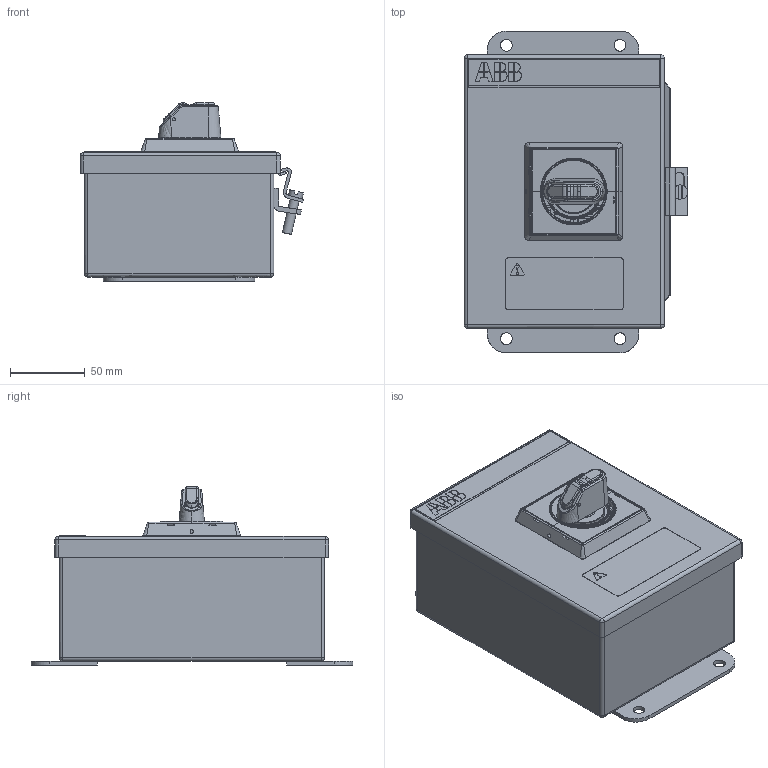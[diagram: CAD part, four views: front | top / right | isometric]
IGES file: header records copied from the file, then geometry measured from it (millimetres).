
Global section: file name: eotkm7534-selector.igs; preprocessor: I-DEAS 3D IGES Translator 11; date: 20100930.133815; units: millimetre
Bounding box: 149.85 x 215.9 x 119.56 mm (x, y, z)
Volume: 188168.7 mm3; surface area: 269323.3 mm2
Topology: 6 solids, 6 shells, 1531 faces, 8021 edges, 7761 vertices
Faces by surface type: bspline 1531
